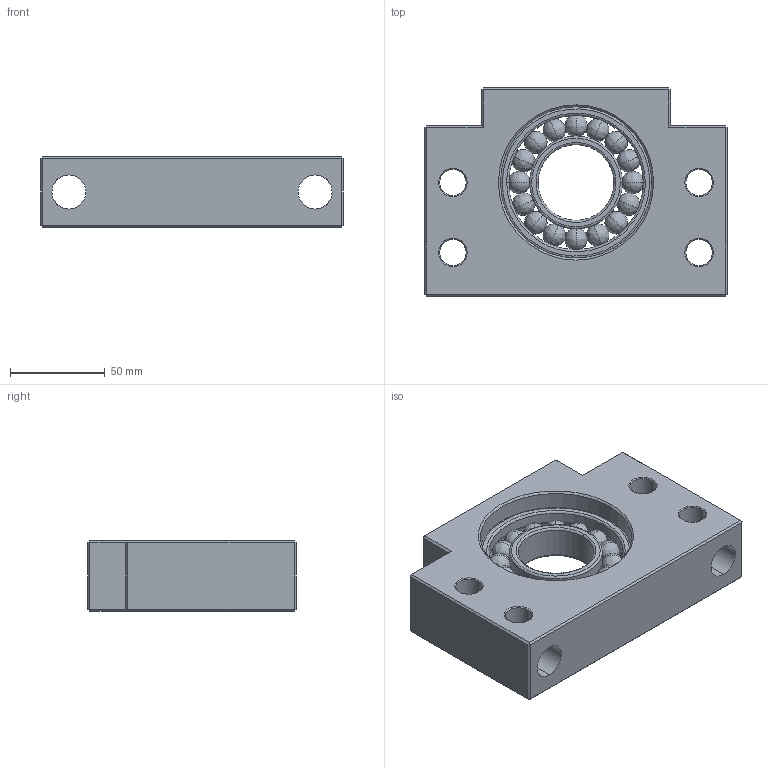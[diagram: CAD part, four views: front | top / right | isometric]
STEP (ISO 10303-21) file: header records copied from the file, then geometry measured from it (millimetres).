
FILE_DESCRIPTION (( 'STEP AP203' ), '1' );
FILE_NAME ('BF40.STEP', '2017-05-04T12:07:04', ( 'User' ), ( '' ), 'SwSTEP 2.0', 'SolidWorks 2015', '' );
FILE_SCHEMA (( 'CONFIG_CONTROL_DESIGN' ));
Length unit declared in the file: millimetre
Products named in the file (1): BF40
Bounding box: 160 x 110 x 37 mm (x, y, z)
Volume: 395793.4 mm3; surface area: 85716.4 mm2
Topology: 19 solids, 19 shells, 166 faces, 412 edges, 214 vertices
Faces by surface type: bspline 54, plane 50, cylinder 38, cone 24
Entity records: 5925 total; most frequent: CARTESIAN_POINT 2573, ORIENTED_EDGE 696, DIRECTION 626, EDGE_CURVE 348, AXIS2_PLACEMENT_3D 235, VERTEX_POINT 214, EDGE_LOOP 186, ADVANCED_FACE 166
